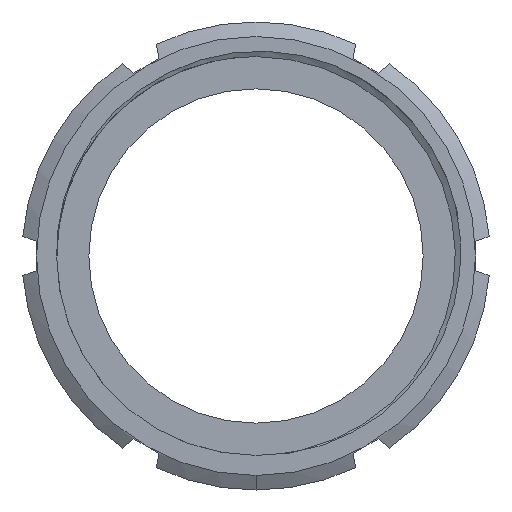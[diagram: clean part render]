
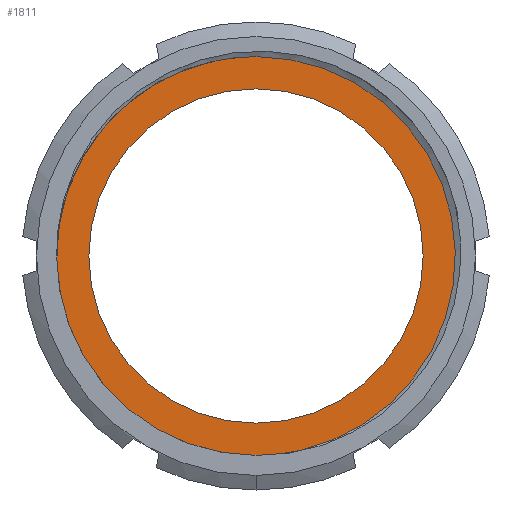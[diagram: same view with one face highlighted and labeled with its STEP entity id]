
A CAD part, left-side view. The second image highlights one B-rep face of the part: STEP entity #1811.
In plain terms, the highlighted planar face has unit normal (-1, 0, 0).
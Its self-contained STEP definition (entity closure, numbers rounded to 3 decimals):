
#55 = FACE_OUTER_BOUND ( 'NONE', #2296, .T. ) ;
#91 = DIRECTION ( 'NONE',  ( -1., 0., 0. ) ) ;
#207 = DIRECTION ( 'NONE',  ( 0., 0., 1. ) ) ;
#220 = AXIS2_PLACEMENT_3D ( 'NONE', #2153, #1582, #1568 ) ;
#250 = ORIENTED_EDGE ( 'NONE', *, *, #383, .T. ) ;
#362 = CARTESIAN_POINT ( 'NONE',  ( 8.5, 0., -49.512 ) ) ;
#383 = EDGE_CURVE ( 'NONE', #417, #643, #1483, .T. ) ;
#417 = VERTEX_POINT ( 'NONE', #2247 ) ;
#481 = VERTEX_POINT ( 'NONE', #1750 ) ;
#536 = PLANE ( 'NONE',  #220 ) ;
#548 = AXIS2_PLACEMENT_3D ( 'NONE', #2725, #1973, #207 ) ;
#586 = EDGE_CURVE ( 'NONE', #2625, #481, #948, .T. ) ;
#597 = CIRCLE ( 'NONE', #2306, 40. ) ;
#643 = VERTEX_POINT ( 'NONE', #362 ) ;
#845 = DIRECTION ( 'NONE',  ( 0., 0., 1. ) ) ;
#948 = CIRCLE ( 'NONE', #2193, 40. ) ;
#1052 = CARTESIAN_POINT ( 'NONE',  ( 8.5, 0., 0. ) ) ;
#1070 = CIRCLE ( 'NONE', #1882, 49.512 ) ;
#1279 = ORIENTED_EDGE ( 'NONE', *, *, #3101, .T. ) ;
#1483 = CIRCLE ( 'NONE', #548, 49.512 ) ;
#1568 = DIRECTION ( 'NONE',  ( 0., 0., -1. ) ) ;
#1582 = DIRECTION ( 'NONE',  ( 1., 0., 0. ) ) ;
#1591 = EDGE_CURVE ( 'NONE', #481, #2625, #597, .T. ) ;
#1613 = CARTESIAN_POINT ( 'NONE',  ( 8.5, 0., 40. ) ) ;
#1722 = ORIENTED_EDGE ( 'NONE', *, *, #1591, .F. ) ;
#1750 = CARTESIAN_POINT ( 'NONE',  ( 8.5, 0., -40. ) ) ;
#1811 = ADVANCED_FACE ( 'NONE', ( #2343, #55 ), #536, .F. ) ;
#1882 = AXIS2_PLACEMENT_3D ( 'NONE', #3209, #91, #3242 ) ;
#1973 = DIRECTION ( 'NONE',  ( -1., 0., 0. ) ) ;
#2153 = CARTESIAN_POINT ( 'NONE',  ( 8.5, 40., 0. ) ) ;
#2193 = AXIS2_PLACEMENT_3D ( 'NONE', #1052, #2614, #845 ) ;
#2220 = CARTESIAN_POINT ( 'NONE',  ( 8.5, 0., 0. ) ) ;
#2238 = DIRECTION ( 'NONE',  ( -1., 0., 0. ) ) ;
#2247 = CARTESIAN_POINT ( 'NONE',  ( 8.5, 0., 49.512 ) ) ;
#2296 = EDGE_LOOP ( 'NONE', ( #250, #1279 ) ) ;
#2306 = AXIS2_PLACEMENT_3D ( 'NONE', #2220, #2238, #3260 ) ;
#2343 = FACE_BOUND ( 'NONE', #3003, .T. ) ;
#2614 = DIRECTION ( 'NONE',  ( -1., 0., 0. ) ) ;
#2625 = VERTEX_POINT ( 'NONE', #1613 ) ;
#2725 = CARTESIAN_POINT ( 'NONE',  ( 8.5, 0., 0. ) ) ;
#3003 = EDGE_LOOP ( 'NONE', ( #3230, #1722 ) ) ;
#3101 = EDGE_CURVE ( 'NONE', #643, #417, #1070, .T. ) ;
#3209 = CARTESIAN_POINT ( 'NONE',  ( 8.5, 0., 0. ) ) ;
#3230 = ORIENTED_EDGE ( 'NONE', *, *, #586, .F. ) ;
#3242 = DIRECTION ( 'NONE',  ( 0., 0., 1. ) ) ;
#3260 = DIRECTION ( 'NONE',  ( 0., 0., 1. ) ) ;
